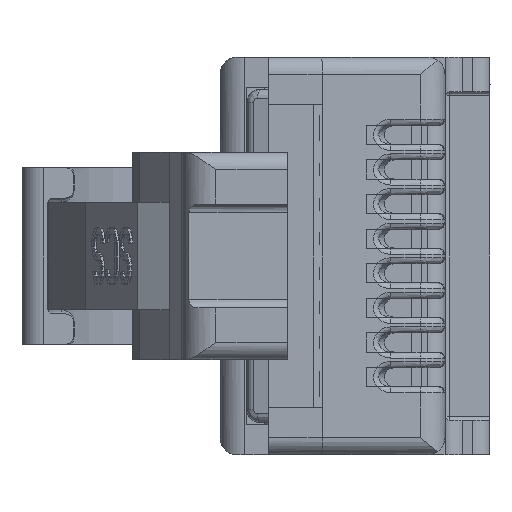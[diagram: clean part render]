
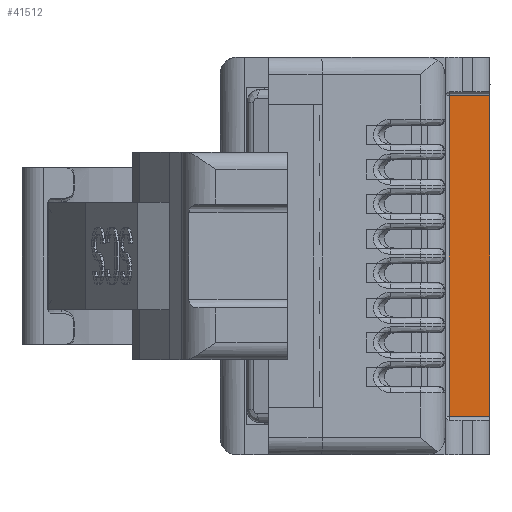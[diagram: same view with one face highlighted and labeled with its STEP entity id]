
A CAD part, left-side view. The second image highlights one B-rep face of the part: STEP entity #41512.
In plain terms, the highlighted face is planar.
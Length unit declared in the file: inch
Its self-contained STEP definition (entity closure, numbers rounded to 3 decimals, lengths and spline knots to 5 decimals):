
#4000 = CARTESIAN_POINT ( 'NONE',  ( -0.185, -0.312, -0.572 ) ) ;
#4053 = DIRECTION ( 'NONE',  ( 0., -1., 0. ) ) ;
#4054 = VECTOR ( 'NONE', #4053, 39.37008 ) ;
#4055 = CARTESIAN_POINT ( 'NONE',  ( -0.185, -0.2885, -0.572 ) ) ;
#4056 = LINE ( 'NONE', #4055, #4054 ) ;
#4486 = CARTESIAN_POINT ( 'NONE',  ( 0.185, -0.312, -0.572 ) ) ;
#4519 = DIRECTION ( 'NONE',  ( 1., 0., 0. ) ) ;
#4520 = DIRECTION ( 'NONE',  ( 0., 0., 1. ) ) ;
#4521 = CARTESIAN_POINT ( 'NONE',  ( 0., -0.2885, -0.572 ) ) ;
#4522 = AXIS2_PLACEMENT_3D ( 'NONE', #4521, #4520, #4519 ) ;
#4523 = PLANE ( 'NONE',  #4522 ) ;
#4525 = FACE_OUTER_BOUND ( 'NONE', #41456, .T. ) ;
#4543 = DIRECTION ( 'NONE',  ( 1., 0., 0. ) ) ;
#4544 = VECTOR ( 'NONE', #4543, 39.37008 ) ;
#4545 = CARTESIAN_POINT ( 'NONE',  ( 0., -0.312, -0.572 ) ) ;
#4546 = LINE ( 'NONE', #4545, #4544 ) ;
#16399 = ORIENTED_EDGE ( 'NONE', *, *, #16451, .T. ) ;
#16451 = EDGE_CURVE ( 'NONE', #41318, #17186, #32382, .T. ) ;
#17180 = VERTEX_POINT ( 'NONE', #34146 ) ;
#17186 = VERTEX_POINT ( 'NONE', #34145 ) ;
#17266 = EDGE_CURVE ( 'NONE', #17186, #17180, #34397, .T. ) ;
#32379 = DIRECTION ( 'NONE',  ( 0., 1., 0. ) ) ;
#32380 = VECTOR ( 'NONE', #32379, 39.37008 ) ;
#32381 = CARTESIAN_POINT ( 'NONE',  ( 0.185, -0.31315, -0.572 ) ) ;
#32382 = LINE ( 'NONE', #32381, #32380 ) ;
#34145 = CARTESIAN_POINT ( 'NONE',  ( 0.185, -0.265, -0.572 ) ) ;
#34146 = CARTESIAN_POINT ( 'NONE',  ( -0.185, -0.265, -0.572 ) ) ;
#34394 = DIRECTION ( 'NONE',  ( -1., 0., 0. ) ) ;
#34395 = VECTOR ( 'NONE', #34394, 39.37008 ) ;
#34396 = CARTESIAN_POINT ( 'NONE',  ( 0., -0.265, -0.572 ) ) ;
#34397 = LINE ( 'NONE', #34396, #34395 ) ;
#39507 = VERTEX_POINT ( 'NONE', #4000 ) ;
#39872 = EDGE_CURVE ( 'NONE', #17180, #39507, #4056, .T. ) ;
#41318 = VERTEX_POINT ( 'NONE', #4486 ) ;
#41358 = ORIENTED_EDGE ( 'NONE', *, *, #41376, .T. ) ;
#41376 = EDGE_CURVE ( 'NONE', #39507, #41318, #4546, .T. ) ;
#41381 = ORIENTED_EDGE ( 'NONE', *, *, #39872, .T. ) ;
#41433 = ORIENTED_EDGE ( 'NONE', *, *, #17266, .T. ) ;
#41456 = EDGE_LOOP ( 'NONE', ( #41433, #41381, #41358, #16399 ) ) ;
#41512 = ADVANCED_FACE ( 'NONE', ( #4525 ), #4523, .T. ) ;
